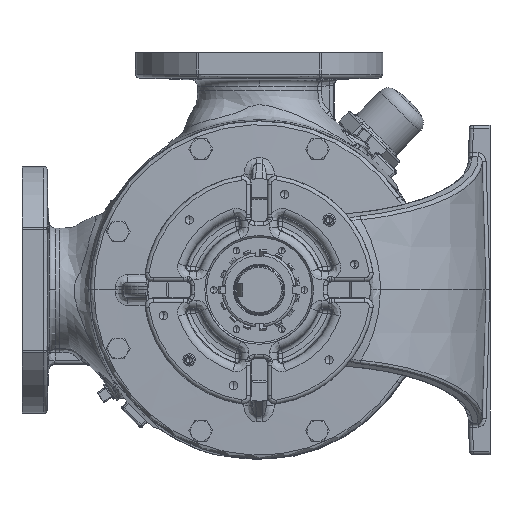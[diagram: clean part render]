
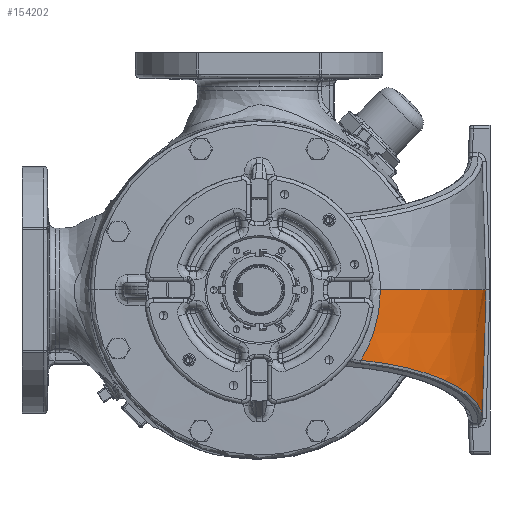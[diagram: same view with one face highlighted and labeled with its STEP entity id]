
A CAD part, left-side view. The second image highlights one B-rep face of the part: STEP entity #154202.
In plain terms, the highlighted conical face has half-angle 1.75 degrees and reference radius 133.35 mm.
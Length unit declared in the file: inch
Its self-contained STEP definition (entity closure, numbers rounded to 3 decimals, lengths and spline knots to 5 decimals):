
#268 = CARTESIAN_POINT ( 'NONE',  ( -10.05783, -4.20235, -2.30113 ) ) ;
#1011 = CARTESIAN_POINT ( 'NONE',  ( -10.46189, -3.37767, -1.55111 ) ) ;
#1161 = CARTESIAN_POINT ( 'NONE',  ( -7.84897, -6.25095, -3.08656 ) ) ;
#2057 = CARTESIAN_POINT ( 'NONE',  ( -5.81812, -6.75767, -3.80854 ) ) ;
#17204 = CARTESIAN_POINT ( 'NONE',  ( -5.67873, -6.87869, 0. ) ) ;
#20426 = CARTESIAN_POINT ( 'NONE',  ( -10.49669, -3.22467, -2.14505 ) ) ;
#20989 = DIRECTION ( 'NONE',  ( 0., 0., 1. ) ) ;
#21168 = CARTESIAN_POINT ( 'NONE',  ( -10.39053, -3.67506, -0.18809 ) ) ;
#21315 = CARTESIAN_POINT ( 'NONE',  ( -9.87088, -4.50346, -2.36761 ) ) ;
#21841 = EDGE_CURVE ( 'NONE', #243299, #162998, #156719, .T. ) ;
#22063 = CARTESIAN_POINT ( 'NONE',  ( -10.51443, -3.18296, -1.97131 ) ) ;
#22231 = CARTESIAN_POINT ( 'NONE',  ( -7.6932, -6.32262, -3.14194 ) ) ;
#23120 = CARTESIAN_POINT ( 'NONE',  ( -5.61359, -6.76161, -3.88125 ) ) ;
#24923 = ORIENTED_EDGE ( 'NONE', *, *, #81222, .T. ) ;
#30575 = AXIS2_PLACEMENT_3D ( 'NONE', #165819, #40432, #186918 ) ;
#40432 = DIRECTION ( 'NONE',  ( 0., 0., 1. ) ) ;
#42170 = CARTESIAN_POINT ( 'NONE',  ( -10.38963, -3.66248, -0.37551 ) ) ;
#42341 = CARTESIAN_POINT ( 'NONE',  ( -9.44546, -5.05821, -2.51889 ) ) ;
#43221 = CARTESIAN_POINT ( 'NONE',  ( -7.5985, -6.36337, -3.17561 ) ) ;
#54356 = CARTESIAN_POINT ( 'NONE',  ( -10.53765, -3.08629, -2.13049 ) ) ;
#63257 = CARTESIAN_POINT ( 'NONE',  ( -10.39743, -3.61437, -0.74592 ) ) ;
#63408 = CARTESIAN_POINT ( 'NONE',  ( -9.14899, -5.35311, -2.62431 ) ) ;
#64323 = CARTESIAN_POINT ( 'NONE',  ( -7.4074, -6.44073, -3.24356 ) ) ;
#81222 = EDGE_CURVE ( 'NONE', #167866, #197641, #181698, .T. ) ;
#83499 = CARTESIAN_POINT ( 'NONE',  ( -10.34568, -3.62837, -2.19876 ) ) ;
#84214 = CARTESIAN_POINT ( 'NONE',  ( -10.42395, -3.51411, -1.154 ) ) ;
#84388 = CARTESIAN_POINT ( 'NONE',  ( -8.99383, -5.49437, -2.67949 ) ) ;
#85286 = CARTESIAN_POINT ( 'NONE',  ( -6.89007, -6.6082, -3.42748 ) ) ;
#85841 = DIRECTION ( 'NONE',  ( 1., 0., 0. ) ) ;
#87318 = CARTESIAN_POINT ( 'NONE',  ( -5.5454, -6.76065, -3.90548 ) ) ;
#103381 = CARTESIAN_POINT ( 'NONE',  ( -10.39328, -3.67962, -0.04704 ) ) ;
#104427 = CARTESIAN_POINT ( 'NONE',  ( -10.19403, -3.95141, -2.25269 ) ) ;
#105197 = CARTESIAN_POINT ( 'NONE',  ( -10.43541, -3.4727, -1.28836 ) ) ;
#105357 = CARTESIAN_POINT ( 'NONE',  ( -8.72517, -5.71527, -2.77502 ) ) ;
#106269 = CARTESIAN_POINT ( 'NONE',  ( -6.22517, -6.72681, -3.66384 ) ) ;
#124772 = B_SPLINE_CURVE_WITH_KNOTS ( 'NONE', 3,
 ( #271002, #20426, #208862, #83499, #229863, #104427, #250924, #125529, #268, #146621, #21315, #167718, #42341, #188789, #63408, #209762, #84388, #230778, #105357, #251811, #126432, #1161, #147509, #22231, #168624, #43221, #189702, #64323, #210656, #85286, #231688, #106269, #252728, #127339, #2057, #148415, #23120, #169514 ),
 .UNSPECIFIED., .F., .F.,
 ( 4, 2, 2, 2, 2, 2, 2, 2, 2, 2, 2, 2, 2, 2, 2, 2, 2, 2, 4 ),
 ( 0., 0.01105, 0.0221, 0.02762, 0.03315, 0.0442, 0.06629, 0.07182, 0.07734, 0.08839, 0.11049, 0.11601, 0.11878, 0.12154, 0.13259, 0.15468, 0.16573, 0.17126, 0.17678 ),
 .UNSPECIFIED. ) ;
#125529 = CARTESIAN_POINT ( 'NONE',  ( -10.09325, -4.14022, -2.28853 ) ) ;
#126075 = CARTESIAN_POINT ( 'NONE',  ( -10.39475, -3.67984, 0. ) ) ;
#126262 = CARTESIAN_POINT ( 'NONE',  ( -10.45247, -3.41149, -1.46458 ) ) ;
#126432 = CARTESIAN_POINT ( 'NONE',  ( -8.1552, -6.098, -2.97768 ) ) ;
#126989 = CARTESIAN_POINT ( 'NONE',  ( -5.56146, -1.63, 0. ) ) ;
#127339 = CARTESIAN_POINT ( 'NONE',  ( -5.88638, -6.75454, -3.78428 ) ) ;
#134200 = CARTESIAN_POINT ( 'NONE',  ( -5.67873, -6.87869, 0. ) ) ;
#146464 = CARTESIAN_POINT ( 'NONE',  ( -10.39214, -3.67862, -0.09407 ) ) ;
#146621 = CARTESIAN_POINT ( 'NONE',  ( -9.94832, -4.38546, -2.34007 ) ) ;
#147355 = CARTESIAN_POINT ( 'NONE',  ( -10.49196, -3.26766, -1.80653 ) ) ;
#147509 = CARTESIAN_POINT ( 'NONE',  ( -7.78706, -6.28034, -3.10857 ) ) ;
#148415 = CARTESIAN_POINT ( 'NONE',  ( -5.68177, -6.7612, -3.85701 ) ) ;
#154202 = ADVANCED_FACE ( 'NONE', ( #173098 ), #244965, .T. ) ;
#156719 = B_SPLINE_CURVE_WITH_KNOTS ( 'NONE', 3,
 ( #217524, #238500, #259532, #134200 ),
 .UNSPECIFIED., .F., .F.,
 ( 4, 4 ),
 ( 0., 0.0993 ),
 .UNSPECIFIED. ) ;
#162998 = VERTEX_POINT ( 'NONE', #17204 ) ;
#165819 = CARTESIAN_POINT ( 'NONE',  ( -5.56146, -1.63, 0. ) ) ;
#167546 = CARTESIAN_POINT ( 'NONE',  ( -10.39006, -3.67249, -0.23509 ) ) ;
#167718 = CARTESIAN_POINT ( 'NONE',  ( -9.6258, -4.84567, -2.45477 ) ) ;
#167866 = VERTEX_POINT ( 'NONE', #126075 ) ;
#168446 = CARTESIAN_POINT ( 'NONE',  ( -10.53765, -3.08629, -2.13049 ) ) ;
#168624 = CARTESIAN_POINT ( 'NONE',  ( -7.66174, -6.3364, -3.15313 ) ) ;
#169514 = CARTESIAN_POINT ( 'NONE',  ( -5.5454, -6.76065, -3.90548 ) ) ;
#170644 = CIRCLE ( 'NONE', #30575, 5.25 ) ;
#173098 = FACE_OUTER_BOUND ( 'NONE', #242515, .T. ) ;
#181698 = B_SPLINE_CURVE_WITH_KNOTS ( 'NONE', 3,
 ( #250766, #103381, #146464, #21168, #167546, #42170, #188641, #63257, #209587, #84214, #230625, #105197, #251650, #126262, #1011, #147355, #22063, #168446 ),
 .UNSPECIFIED., .F., .F.,
 ( 4, 2, 2, 2, 2, 2, 2, 2, 4 ),
 ( 0., 0.00359, 0.00717, 0.01434, 0.02868, 0.03227, 0.03585, 0.04302, 0.05736 ),
 .UNSPECIFIED. ) ;
#182099 = AXIS2_PLACEMENT_3D ( 'NONE', #126989, #20989, #85841 ) ;
#186918 = DIRECTION ( 'NONE',  ( 1., 0., 0. ) ) ;
#188641 = CARTESIAN_POINT ( 'NONE',  ( -10.39065, -3.65274, -0.46854 ) ) ;
#188789 = CARTESIAN_POINT ( 'NONE',  ( -9.19927, -5.30476, -2.60644 ) ) ;
#189702 = CARTESIAN_POINT ( 'NONE',  ( -7.56668, -6.37656, -3.18692 ) ) ;
#194923 = ORIENTED_EDGE ( 'NONE', *, *, #225594, .F. ) ;
#197641 = VERTEX_POINT ( 'NONE', #54356 ) ;
#208862 = CARTESIAN_POINT ( 'NONE',  ( -10.44992, -3.36117, -2.16169 ) ) ;
#209587 = CARTESIAN_POINT ( 'NONE',  ( -10.40692, -3.57669, -0.92856 ) ) ;
#209762 = CARTESIAN_POINT ( 'NONE',  ( -9.04633, -5.44787, -2.66082 ) ) ;
#210656 = CARTESIAN_POINT ( 'NONE',  ( -7.27886, -6.48658, -3.28925 ) ) ;
#217524 = CARTESIAN_POINT ( 'NONE',  ( -5.5454, -6.76065, -3.90548 ) ) ;
#221488 = ORIENTED_EDGE ( 'NONE', *, *, #21841, .T. ) ;
#225594 = EDGE_CURVE ( 'NONE', #167866, #162998, #170644, .T. ) ;
#229403 = EDGE_CURVE ( 'NONE', #197641, #243299, #124772, .T. ) ;
#229863 = CARTESIAN_POINT ( 'NONE',  ( -10.28819, -3.75921, -2.21921 ) ) ;
#230625 = CARTESIAN_POINT ( 'NONE',  ( -10.42762, -3.50079, -1.19901 ) ) ;
#230778 = CARTESIAN_POINT ( 'NONE',  ( -8.83431, -5.62995, -2.73621 ) ) ;
#231688 = CARTESIAN_POINT ( 'NONE',  ( -6.62662, -6.66816, -3.52113 ) ) ;
#238500 = CARTESIAN_POINT ( 'NONE',  ( -5.58982, -6.80056, -2.60367 ) ) ;
#242515 = EDGE_LOOP ( 'NONE', ( #246188, #221488, #194923, #24923 ) ) ;
#243299 = VERTEX_POINT ( 'NONE', #87318 ) ;
#244965 = CONICAL_SURFACE ( 'NONE', #182099, 5.25, 0.031 ) ;
#246188 = ORIENTED_EDGE ( 'NONE', *, *, #229403, .T. ) ;
#250766 = CARTESIAN_POINT ( 'NONE',  ( -10.39475, -3.67984, 0. ) ) ;
#250924 = CARTESIAN_POINT ( 'NONE',  ( -10.16132, -4.0148, -2.26432 ) ) ;
#251650 = CARTESIAN_POINT ( 'NONE',  ( -10.43953, -3.45793, -1.33268 ) ) ;
#251811 = CARTESIAN_POINT ( 'NONE',  ( -8.38963, -5.95657, -2.89433 ) ) ;
#252728 = CARTESIAN_POINT ( 'NONE',  ( -6.0903, -6.74111, -3.71179 ) ) ;
#259532 = CARTESIAN_POINT ( 'NONE',  ( -5.63426, -6.8399, -1.30184 ) ) ;
#271002 = CARTESIAN_POINT ( 'NONE',  ( -10.53765, -3.08629, -2.13049 ) ) ;
